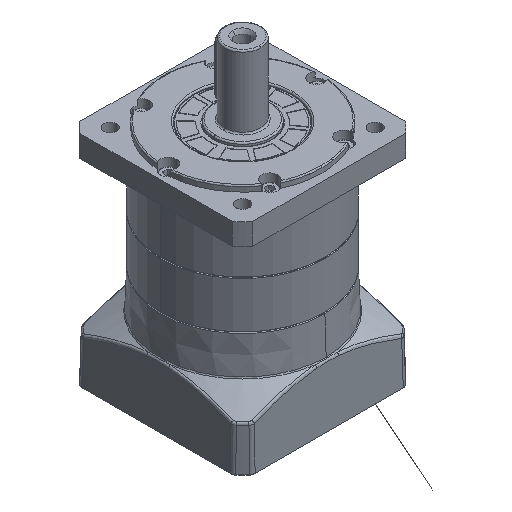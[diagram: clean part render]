
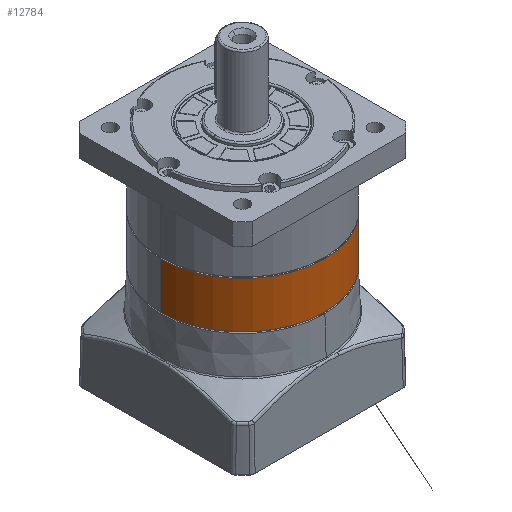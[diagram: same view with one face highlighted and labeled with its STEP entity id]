
A CAD part, isometric view. The second image highlights one B-rep face of the part: STEP entity #12784.
In plain terms, the highlighted cylindrical face has radius 57 mm (diameter 114 mm), a partial arc.
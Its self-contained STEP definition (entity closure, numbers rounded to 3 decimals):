
#442 = CIRCLE ( 'NONE', #39953, 57. ) ;
#1525 = VERTEX_POINT ( 'NONE', #43414 ) ;
#1810 = CARTESIAN_POINT ( 'NONE',  ( -57., 0., 33. ) ) ;
#2520 = VERTEX_POINT ( 'NONE', #20948 ) ;
#7141 = CARTESIAN_POINT ( 'NONE',  ( 0., -57., 32.5 ) ) ;
#8733 = DIRECTION ( 'NONE',  ( 0., 0., -1. ) ) ;
#9112 = CYLINDRICAL_SURFACE ( 'NONE', #43524, 57. ) ;
#9961 = DIRECTION ( 'NONE',  ( 0., 0., -1. ) ) ;
#10226 = CARTESIAN_POINT ( 'NONE',  ( 57., 0., 33. ) ) ;
#11859 = LINE ( 'NONE', #1810, #13381 ) ;
#12768 = CARTESIAN_POINT ( 'NONE',  ( 57., 0., 32.5 ) ) ;
#12784 = ADVANCED_FACE ( 'NONE', ( #30171 ), #9112, .T. ) ;
#13260 = CARTESIAN_POINT ( 'NONE',  ( 0., 0., 0.5 ) ) ;
#13381 = VECTOR ( 'NONE', #8733, 1000. ) ;
#15373 = ORIENTED_EDGE ( 'NONE', *, *, #38516, .T. ) ;
#16708 = DIRECTION ( 'NONE',  ( -1., 0., 0. ) ) ;
#16848 = VERTEX_POINT ( 'NONE', #34280 ) ;
#16938 = ORIENTED_EDGE ( 'NONE', *, *, #23510, .F. ) ;
#17238 = CARTESIAN_POINT ( 'NONE',  ( 0., 0., 0.5 ) ) ;
#18417 = ORIENTED_EDGE ( 'NONE', *, *, #18593, .F. ) ;
#18593 = EDGE_CURVE ( 'NONE', #31848, #1525, #30006, .T. ) ;
#18614 = CIRCLE ( 'NONE', #38874, 57. ) ;
#19130 = CARTESIAN_POINT ( 'NONE',  ( 0., 0., 32.5 ) ) ;
#20743 = DIRECTION ( 'NONE',  ( -1., 0., 0. ) ) ;
#20948 = CARTESIAN_POINT ( 'NONE',  ( 0., -57., 0.5 ) ) ;
#21681 = AXIS2_PLACEMENT_3D ( 'NONE', #19130, #42789, #22619 ) ;
#22619 = DIRECTION ( 'NONE',  ( 0., -1., 0. ) ) ;
#23510 = EDGE_CURVE ( 'NONE', #26180, #31848, #442, .T. ) ;
#26180 = VERTEX_POINT ( 'NONE', #7141 ) ;
#29167 = ORIENTED_EDGE ( 'NONE', *, *, #30593, .F. ) ;
#29205 = ORIENTED_EDGE ( 'NONE', *, *, #32634, .T. ) ;
#30006 = LINE ( 'NONE', #10226, #30083 ) ;
#30083 = VECTOR ( 'NONE', #9961, 1000. ) ;
#30171 = FACE_OUTER_BOUND ( 'NONE', #35700, .T. ) ;
#30593 = EDGE_CURVE ( 'NONE', #31075, #26180, #34562, .T. ) ;
#31075 = VERTEX_POINT ( 'NONE', #33563 ) ;
#31848 = VERTEX_POINT ( 'NONE', #12768 ) ;
#32634 = EDGE_CURVE ( 'NONE', #16848, #2520, #40917, .T. ) ;
#33563 = CARTESIAN_POINT ( 'NONE',  ( -57., 0., 32.5 ) ) ;
#34280 = CARTESIAN_POINT ( 'NONE',  ( -57., 0., 0.5 ) ) ;
#34425 = ORIENTED_EDGE ( 'NONE', *, *, #35453, .T. ) ;
#34562 = CIRCLE ( 'NONE', #21681, 57. ) ;
#35453 = EDGE_CURVE ( 'NONE', #31075, #16848, #11859, .T. ) ;
#35700 = EDGE_LOOP ( 'NONE', ( #18417, #16938, #29167, #34425, #29205, #15373 ) ) ;
#36510 = DIRECTION ( 'NONE',  ( -1., 0., 0. ) ) ;
#36604 = DIRECTION ( 'NONE',  ( 0., 0., -1. ) ) ;
#37105 = DIRECTION ( 'NONE',  ( 0., 0., 1. ) ) ;
#37328 = CARTESIAN_POINT ( 'NONE',  ( 0., 0., 33. ) ) ;
#38516 = EDGE_CURVE ( 'NONE', #2520, #1525, #18614, .T. ) ;
#38874 = AXIS2_PLACEMENT_3D ( 'NONE', #17238, #41007, #20743 ) ;
#39953 = AXIS2_PLACEMENT_3D ( 'NONE', #42425, #42371, #42340 ) ;
#40687 = AXIS2_PLACEMENT_3D ( 'NONE', #13260, #37105, #16708 ) ;
#40917 = CIRCLE ( 'NONE', #40687, 57. ) ;
#41007 = DIRECTION ( 'NONE',  ( 0., 0., 1. ) ) ;
#42340 = DIRECTION ( 'NONE',  ( 0., -1., 0. ) ) ;
#42371 = DIRECTION ( 'NONE',  ( 0., 0., 1. ) ) ;
#42425 = CARTESIAN_POINT ( 'NONE',  ( 0., 0., 32.5 ) ) ;
#42789 = DIRECTION ( 'NONE',  ( 0., 0., 1. ) ) ;
#43414 = CARTESIAN_POINT ( 'NONE',  ( 57., 0., 0.5 ) ) ;
#43524 = AXIS2_PLACEMENT_3D ( 'NONE', #37328, #36604, #36510 ) ;
